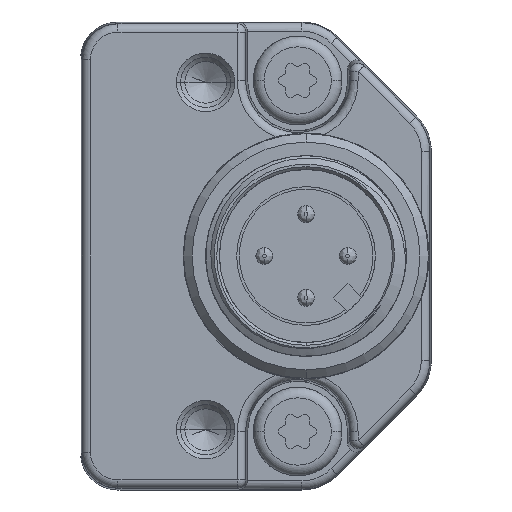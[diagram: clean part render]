
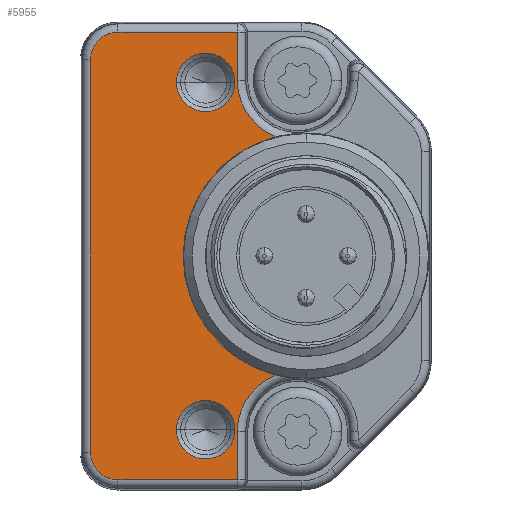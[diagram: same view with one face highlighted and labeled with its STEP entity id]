
A CAD part, left-side view. The second image highlights one B-rep face of the part: STEP entity #5955.
In plain terms, the highlighted face is planar.
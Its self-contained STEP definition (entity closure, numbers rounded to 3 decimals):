
#1411=CARTESIAN_POINT('',(12.5,8.,10.5));
#1412=DIRECTION('',(-1.,0.,0.));
#1413=DIRECTION('',(0.,1.,0.));
#1414=AXIS2_PLACEMENT_3D('',#1411,#1412,#1413);
#1416=DIRECTION('',(0.,0.,-1.));
#1417=VECTOR('',#1416,2.895);
#1418=CARTESIAN_POINT('',(12.5,11.614,13.395));
#1419=LINE('',#1418,#1417);
#1420=DIRECTION('',(0.,-1.,0.));
#1421=VECTOR('',#1420,7.136);
#1422=CARTESIAN_POINT('',(12.5,18.75,13.395));
#1423=LINE('',#1422,#1421);
#1424=CARTESIAN_POINT('',(12.5,18.75,11.75));
#1425=DIRECTION('',(1.,0.,0.));
#1426=DIRECTION('',(0.,1.,0.));
#1427=AXIS2_PLACEMENT_3D('',#1424,#1425,#1426);
#1429=DIRECTION('',(0.,0.,1.));
#1430=VECTOR('',#1429,23.5);
#1431=CARTESIAN_POINT('',(12.5,20.395,-11.75));
#1432=LINE('',#1431,#1430);
#1433=CARTESIAN_POINT('',(12.5,18.75,-11.75));
#1434=DIRECTION('',(1.,0.,0.));
#1435=DIRECTION('',(0.,0.,-1.));
#1436=AXIS2_PLACEMENT_3D('',#1433,#1434,#1435);
#1438=DIRECTION('',(0.,1.,0.));
#1439=VECTOR('',#1438,7.136);
#1440=CARTESIAN_POINT('',(12.5,11.614,-13.395));
#1441=LINE('',#1440,#1439);
#1442=DIRECTION('',(0.,0.,-1.));
#1443=VECTOR('',#1442,2.895);
#1444=CARTESIAN_POINT('',(12.5,11.614,-10.5));
#1445=LINE('',#1444,#1443);
#1446=CARTESIAN_POINT('',(12.5,8.,-10.5));
#1447=DIRECTION('',(-1.,0.,0.));
#1448=DIRECTION('',(0.,0.359,0.933));
#1449=AXIS2_PLACEMENT_3D('',#1446,#1447,#1448);
#1451=CARTESIAN_POINT('',(12.5,7.5,0.));
#1452=DIRECTION('',(1.,0.,0.));
#1453=DIRECTION('',(0.,0.244,-0.97));
#1454=AXIS2_PLACEMENT_3D('',#1451,#1452,#1453);
#1483=CARTESIAN_POINT('',(12.5,13.5,10.392));
#1484=DIRECTION('',(-1.,0.,0.));
#1485=DIRECTION('',(0.,1.,0.));
#1486=AXIS2_PLACEMENT_3D('',#1483,#1484,#1485);
#1488=CARTESIAN_POINT('',(12.5,13.5,10.392));
#1489=DIRECTION('',(-1.,0.,0.));
#1490=DIRECTION('',(0.,-1.,0.));
#1491=AXIS2_PLACEMENT_3D('',#1488,#1489,#1490);
#1493=CARTESIAN_POINT('',(12.5,13.5,-10.392));
#1494=DIRECTION('',(-1.,0.,0.));
#1495=DIRECTION('',(0.,1.,0.));
#1496=AXIS2_PLACEMENT_3D('',#1493,#1494,#1495);
#1498=CARTESIAN_POINT('',(12.5,13.5,-10.392));
#1499=DIRECTION('',(-1.,0.,0.));
#1500=DIRECTION('',(0.,-1.,0.));
#1501=AXIS2_PLACEMENT_3D('',#1498,#1499,#1500);
#5164=CARTESIAN_POINT('',(12.5,20.395,11.75));
#5165=CARTESIAN_POINT('',(12.5,18.75,13.395));
#5166=VERTEX_POINT('',#5164);
#5167=VERTEX_POINT('',#5165);
#5172=CARTESIAN_POINT('',(12.5,20.395,-11.75));
#5173=VERTEX_POINT('',#5172);
#5176=CARTESIAN_POINT('',(12.5,18.75,-13.395));
#5177=VERTEX_POINT('',#5176);
#5200=CARTESIAN_POINT('',(12.5,15.25,10.392));
#5201=CARTESIAN_POINT('',(12.5,11.75,10.392));
#5202=VERTEX_POINT('',#5200);
#5203=VERTEX_POINT('',#5201);
#5208=CARTESIAN_POINT('',(12.5,15.25,-10.392));
#5209=CARTESIAN_POINT('',(12.5,11.75,-10.392));
#5210=VERTEX_POINT('',#5208);
#5211=VERTEX_POINT('',#5209);
#5244=CARTESIAN_POINT('',(12.5,11.614,10.5));
#5245=CARTESIAN_POINT('',(12.5,9.296,7.127));
#5246=VERTEX_POINT('',#5244);
#5247=VERTEX_POINT('',#5245);
#5248=CARTESIAN_POINT('',(12.5,11.614,13.395));
#5249=VERTEX_POINT('',#5248);
#5272=CARTESIAN_POINT('',(12.5,9.296,-7.127));
#5273=CARTESIAN_POINT('',(12.5,11.614,-10.5));
#5274=VERTEX_POINT('',#5272);
#5275=VERTEX_POINT('',#5273);
#5276=CARTESIAN_POINT('',(12.5,11.614,-13.395));
#5277=VERTEX_POINT('',#5276);
#5916=CARTESIAN_POINT('',(12.5,0.,0.));
#5917=DIRECTION('',(1.,0.,0.));
#5918=DIRECTION('',(0.,0.,-1.));
#5919=AXIS2_PLACEMENT_3D('',#5916,#5917,#5918);
#5920=PLANE('',#5919);
#5922=ORIENTED_EDGE('',*,*,#5921,.F.);
#5924=ORIENTED_EDGE('',*,*,#5923,.F.);
#5926=ORIENTED_EDGE('',*,*,#5925,.F.);
#5928=ORIENTED_EDGE('',*,*,#5927,.F.);
#5930=ORIENTED_EDGE('',*,*,#5929,.F.);
#5932=ORIENTED_EDGE('',*,*,#5931,.F.);
#5934=ORIENTED_EDGE('',*,*,#5933,.F.);
#5936=ORIENTED_EDGE('',*,*,#5935,.F.);
#5938=ORIENTED_EDGE('',*,*,#5937,.F.);
#5940=ORIENTED_EDGE('',*,*,#5939,.T.);
#5941=EDGE_LOOP('',(#5922,#5924,#5926,#5928,#5930,#5932,#5934,#5936,#5938,
#5940));
#5942=FACE_OUTER_BOUND('',#5941,.F.);
#5944=ORIENTED_EDGE('',*,*,#5943,.F.);
#5946=ORIENTED_EDGE('',*,*,#5945,.F.);
#5947=EDGE_LOOP('',(#5944,#5946));
#5948=FACE_BOUND('',#5947,.F.);
#5950=ORIENTED_EDGE('',*,*,#5949,.F.);
#5952=ORIENTED_EDGE('',*,*,#5951,.F.);
#5953=EDGE_LOOP('',(#5950,#5952));
#5954=FACE_BOUND('',#5953,.F.);
#5955=ADVANCED_FACE('',(#5942,#5948,#5954),#5920,.T.);
#1415=CIRCLE('',#1414,3.614);
#1428=CIRCLE('',#1427,1.645);
#1437=CIRCLE('',#1436,1.645);
#1450=CIRCLE('',#1449,3.614);
#1455=CIRCLE('',#1454,7.35);
#1487=CIRCLE('',#1486,1.75);
#1492=CIRCLE('',#1491,1.75);
#1497=CIRCLE('',#1496,1.75);
#1502=CIRCLE('',#1501,1.75);
#5921=EDGE_CURVE('',#5246,#5247,#1415,.T.);
#5923=EDGE_CURVE('',#5249,#5246,#1419,.T.);
#5925=EDGE_CURVE('',#5167,#5249,#1423,.T.);
#5927=EDGE_CURVE('',#5166,#5167,#1428,.T.);
#5929=EDGE_CURVE('',#5173,#5166,#1432,.T.);
#5931=EDGE_CURVE('',#5177,#5173,#1437,.T.);
#5933=EDGE_CURVE('',#5277,#5177,#1441,.T.);
#5935=EDGE_CURVE('',#5275,#5277,#1445,.T.);
#5937=EDGE_CURVE('',#5274,#5275,#1450,.T.);
#5939=EDGE_CURVE('',#5274,#5247,#1455,.T.);
#5943=EDGE_CURVE('',#5202,#5203,#1487,.T.);
#5945=EDGE_CURVE('',#5203,#5202,#1492,.T.);
#5949=EDGE_CURVE('',#5210,#5211,#1497,.T.);
#5951=EDGE_CURVE('',#5211,#5210,#1502,.T.);
